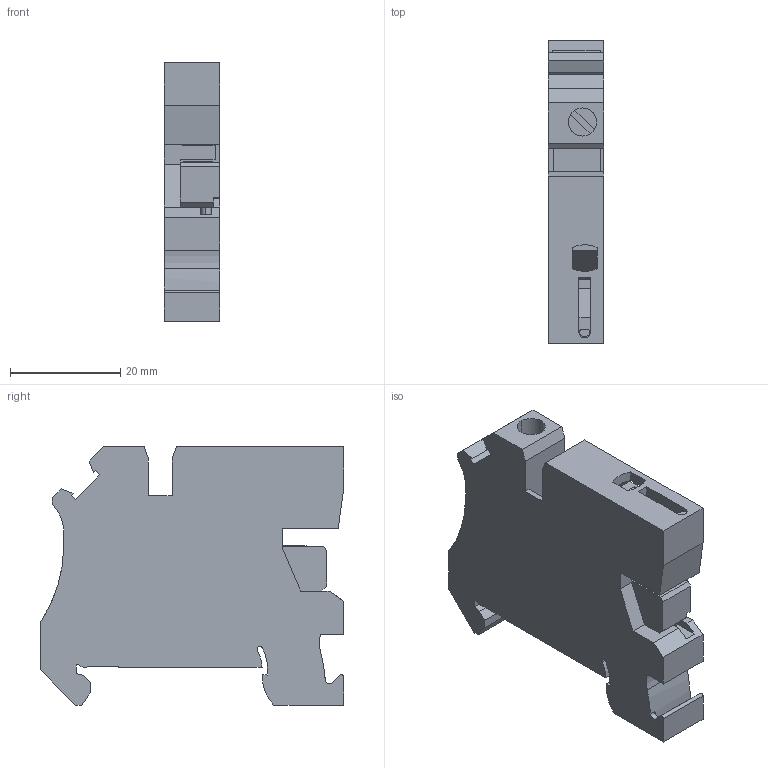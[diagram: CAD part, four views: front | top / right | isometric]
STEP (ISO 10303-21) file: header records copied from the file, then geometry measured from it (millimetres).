
FILE_DESCRIPTION(('Creo Elements/Direct Modeling STEP Export'),'2;1');
FILE_NAME('model.stp','2019-07-18T 0:40:43',(''),(''),'Creo Elements/Direct Modeling STEP processor for AP214 (Solid Model)','Creo Elements/Direct Modeling 20.1A 29-Sep-2018 (C) Parametric Technology GmbH','');
FILE_SCHEMA(('AUTOMOTIVE_DESIGN { 1 0 10303 214 1 1 1 1 }'));
Length unit declared in the file: millimetre
Products named in the file (2): UTN_10_select
Assembly tree (1 placements, depth 2):
  UTN_10_select
    UTN_10_select
Bounding box: 10.15 x 55 x 46.85 mm (x, y, z)
Volume: 16944.2 mm3; surface area: 8956 mm2
Topology: 1 solids, 1 shells, 230 faces, 678 edges, 445 vertices
Faces by surface type: plane 198, cylinder 30, extrusion 2
Entity records: 9365 total; most frequent: CARTESIAN_POINT 1433, ORIENTED_EDGE 1356, DIRECTION 1146, EDGE_CURVE 678, VECTOR 600, LINE 598, VERTEX_POINT 445, AXIS2_PLACEMENT_3D 273
